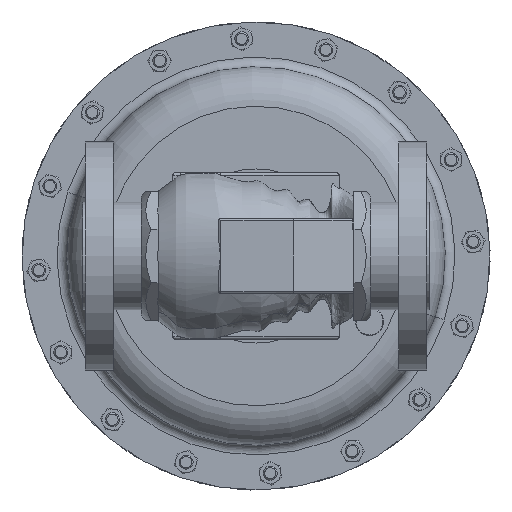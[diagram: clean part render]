
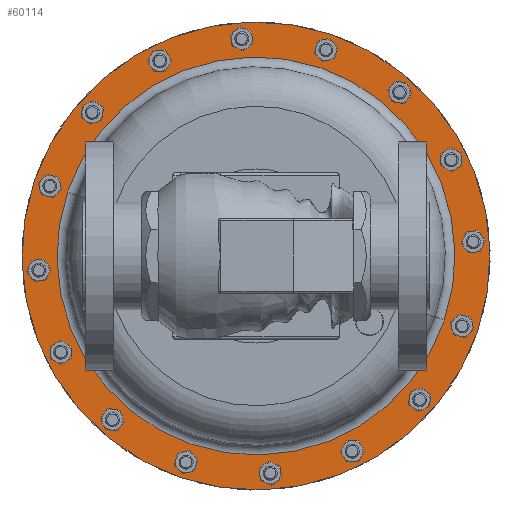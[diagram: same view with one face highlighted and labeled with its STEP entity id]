
A CAD part, front view. The second image highlights one B-rep face of the part: STEP entity #60114.
In plain terms, the highlighted planar face has unit normal (0, -1, 0).
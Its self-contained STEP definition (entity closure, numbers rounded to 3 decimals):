
#592 = CARTESIAN_POINT ( 'NONE',  ( 5.033, 10.485, -1.708 ) ) ;
#2385 = EDGE_CURVE ( 'NONE', #56245, #57688, #51400, .T. ) ;
#4417 = CIRCLE ( 'NONE', #10237, 5.315 ) ;
#5297 = FACE_BOUND ( 'NONE', #21371, .T. ) ;
#6861 = FACE_OUTER_BOUND ( 'NONE', #22979, .T. ) ;
#7373 = CARTESIAN_POINT ( 'NONE',  ( 0., 10.485, 0. ) ) ;
#7789 = CARTESIAN_POINT ( 'NONE',  ( 0., 10.485, 0. ) ) ;
#7934 = CIRCLE ( 'NONE', #51155, 5.315 ) ;
#10237 = AXIS2_PLACEMENT_3D ( 'NONE', #7789, #42961, #12849 ) ;
#12452 = DIRECTION ( 'NONE',  ( 0.947, 0., -0.321 ) ) ;
#12849 = DIRECTION ( 'NONE',  ( 0.947, 0., -0.321 ) ) ;
#13571 = ORIENTED_EDGE ( 'NONE', *, *, #57579, .T. ) ;
#15917 = ORIENTED_EDGE ( 'NONE', *, *, #19147, .F. ) ;
#18911 = CARTESIAN_POINT ( 'NONE',  ( 0., 10.485, 0. ) ) ;
#19147 = EDGE_CURVE ( 'NONE', #57688, #56245, #29748, .T. ) ;
#21371 = EDGE_LOOP ( 'NONE', ( #13571, #37318 ) ) ;
#22921 = CARTESIAN_POINT ( 'NONE',  ( 0., 10.485, 0. ) ) ;
#22979 = EDGE_LOOP ( 'NONE', ( #44164, #15917 ) ) ;
#23833 = CARTESIAN_POINT ( 'NONE',  ( -5.918, 10.485, 2.009 ) ) ;
#23955 = DIRECTION ( 'NONE',  ( 0.947, 0., -0.321 ) ) ;
#27961 = DIRECTION ( 'NONE',  ( 0.947, 0., -0.321 ) ) ;
#29323 = CARTESIAN_POINT ( 'NONE',  ( -2.009, 10.485, -5.918 ) ) ;
#29552 = DIRECTION ( 'NONE',  ( -0.947, 0., 0.321 ) ) ;
#29748 = CIRCLE ( 'NONE', #31875, 6.25 ) ;
#31875 = AXIS2_PLACEMENT_3D ( 'NONE', #18911, #54084, #23955 ) ;
#34287 = VERTEX_POINT ( 'NONE', #49259 ) ;
#35777 = EDGE_CURVE ( 'NONE', #34287, #48627, #7934, .T. ) ;
#37318 = ORIENTED_EDGE ( 'NONE', *, *, #35777, .T. ) ;
#40883 = CARTESIAN_POINT ( 'NONE',  ( 5.918, 10.485, -2.009 ) ) ;
#40988 = AXIS2_PLACEMENT_3D ( 'NONE', #29323, #59725, #29552 ) ;
#42540 = DIRECTION ( 'NONE',  ( 0., 1., 0. ) ) ;
#42961 = DIRECTION ( 'NONE',  ( 0., 1., 0. ) ) ;
#44164 = ORIENTED_EDGE ( 'NONE', *, *, #2385, .F. ) ;
#46736 = AXIS2_PLACEMENT_3D ( 'NONE', #7373, #42540, #12452 ) ;
#48627 = VERTEX_POINT ( 'NONE', #592 ) ;
#49259 = CARTESIAN_POINT ( 'NONE',  ( -5.033, 10.485, 1.708 ) ) ;
#51155 = AXIS2_PLACEMENT_3D ( 'NONE', #22921, #58124, #27961 ) ;
#51400 = CIRCLE ( 'NONE', #46736, 6.25 ) ;
#54084 = DIRECTION ( 'NONE',  ( 0., 1., 0. ) ) ;
#54623 = PLANE ( 'NONE',  #40988 ) ;
#56245 = VERTEX_POINT ( 'NONE', #40883 ) ;
#57579 = EDGE_CURVE ( 'NONE', #48627, #34287, #4417, .T. ) ;
#57688 = VERTEX_POINT ( 'NONE', #23833 ) ;
#58124 = DIRECTION ( 'NONE',  ( 0., 1., 0. ) ) ;
#59725 = DIRECTION ( 'NONE',  ( 0., -1., 0. ) ) ;
#60114 = ADVANCED_FACE ( 'NONE', ( #5297, #6861 ), #54623, .T. ) ;
